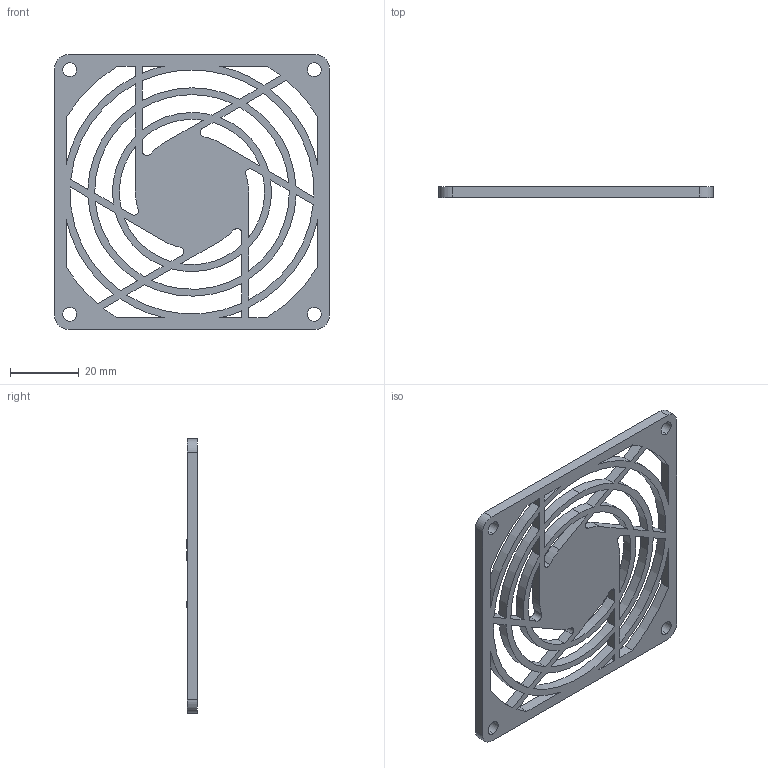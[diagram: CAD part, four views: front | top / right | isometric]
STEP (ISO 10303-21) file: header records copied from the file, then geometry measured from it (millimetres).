
FILE_DESCRIPTION (( 'STEP AP203' ), '1' );
FILE_NAME ('09080-G.STEP', '2013-02-05T04:04:26', ( '' ), ( '' ), 'SwSTEP 2.0', 'SolidWorks 2010', '' );
FILE_SCHEMA (( 'CONFIG_CONTROL_DESIGN' ));
Length unit declared in the file: millimetre
Products named in the file (1): 09080-G
Bounding box: 80.1 x 3.15 x 80.1 mm (x, y, z)
Volume: 10674.1 mm3; surface area: 12691.3 mm2
Topology: 1 solids, 1 shells, 521 faces, 1461 edges, 974 vertices
Faces by surface type: plane 446, cylinder 75
Entity records: 16762 total; most frequent: CARTESIAN_POINT 2957, ORIENTED_EDGE 2922, DIRECTION 2655, EDGE_CURVE 1461, VECTOR 1311, LINE 1311, VERTEX_POINT 974, AXIS2_PLACEMENT_3D 672
